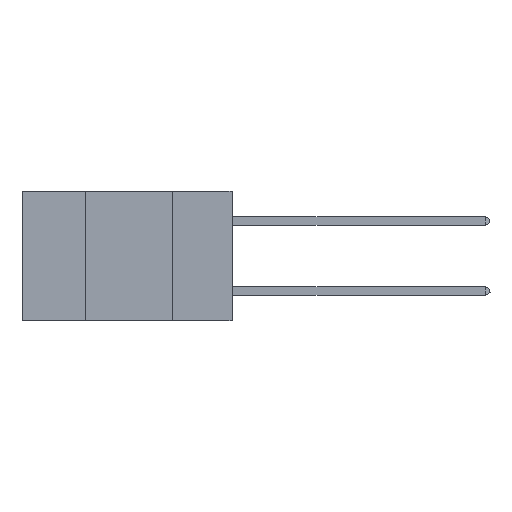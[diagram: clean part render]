
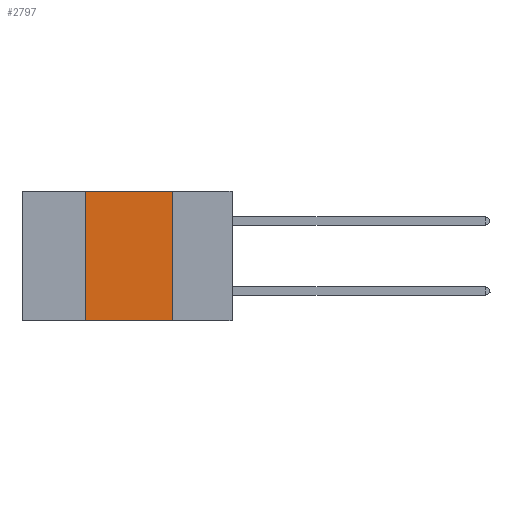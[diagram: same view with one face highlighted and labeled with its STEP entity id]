
A CAD part, left-side view. The second image highlights one B-rep face of the part: STEP entity #2797.
In plain terms, the highlighted planar face has unit normal (-1, 0, 0).
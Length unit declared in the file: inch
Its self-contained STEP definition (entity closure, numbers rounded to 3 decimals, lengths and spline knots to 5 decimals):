
#478 = EDGE_CURVE ( 'NONE', #17331, #17832, #1628, .T. ) ;
#997 = VECTOR ( 'NONE', #26299, 39.37008 ) ;
#1628 = LINE ( 'NONE', #18032, #997 ) ;
#2797 = ADVANCED_FACE ( 'NONE', ( #9533 ), #8294, .F. ) ;
#3479 = ORIENTED_EDGE ( 'NONE', *, *, #478, .F. ) ;
#4207 = ORIENTED_EDGE ( 'NONE', *, *, #14675, .F. ) ;
#5403 = VECTOR ( 'NONE', #15428, 39.37008 ) ;
#5780 = CARTESIAN_POINT ( 'NONE',  ( 0., 0.17, -0.37 ) ) ;
#6971 = VECTOR ( 'NONE', #15798, 39.37008 ) ;
#7161 = EDGE_LOOP ( 'NONE', ( #3479, #23623, #4207, #23564 ) ) ;
#7911 = LINE ( 'NONE', #13727, #6971 ) ;
#8294 = PLANE ( 'NONE',  #13486 ) ;
#9533 = FACE_OUTER_BOUND ( 'NONE', #7161, .T. ) ;
#12501 = DIRECTION ( 'NONE',  ( 1., 0., 0. ) ) ;
#12565 = EDGE_CURVE ( 'NONE', #17317, #17331, #22752, .T. ) ;
#13486 = AXIS2_PLACEMENT_3D ( 'NONE', #22669, #12501, #21114 ) ;
#13727 = CARTESIAN_POINT ( 'NONE',  ( 0., 0.42, 0. ) ) ;
#14101 = VECTOR ( 'NONE', #25282, 39.37008 ) ;
#14675 = EDGE_CURVE ( 'NONE', #25372, #17317, #7911, .T. ) ;
#15428 = DIRECTION ( 'NONE',  ( 0., -1., 0. ) ) ;
#15798 = DIRECTION ( 'NONE',  ( 0., 0., 1. ) ) ;
#16138 = CARTESIAN_POINT ( 'NONE',  ( 0., 0.17, 0. ) ) ;
#16707 = LINE ( 'NONE', #25100, #14101 ) ;
#17317 = VERTEX_POINT ( 'NONE', #22254 ) ;
#17331 = VERTEX_POINT ( 'NONE', #16138 ) ;
#17832 = VERTEX_POINT ( 'NONE', #5780 ) ;
#18032 = CARTESIAN_POINT ( 'NONE',  ( 0., 0.17, 0. ) ) ;
#19502 = EDGE_CURVE ( 'NONE', #25372, #17832, #16707, .T. ) ;
#19653 = CARTESIAN_POINT ( 'NONE',  ( 0., 0.6, 0. ) ) ;
#21114 = DIRECTION ( 'NONE',  ( 0., 0., -1. ) ) ;
#22254 = CARTESIAN_POINT ( 'NONE',  ( 0., 0.42, 0. ) ) ;
#22669 = CARTESIAN_POINT ( 'NONE',  ( 0., 0.6, 0. ) ) ;
#22752 = LINE ( 'NONE', #19653, #5403 ) ;
#23564 = ORIENTED_EDGE ( 'NONE', *, *, #19502, .T. ) ;
#23623 = ORIENTED_EDGE ( 'NONE', *, *, #12565, .F. ) ;
#25100 = CARTESIAN_POINT ( 'NONE',  ( 0., 0.6, -0.37 ) ) ;
#25282 = DIRECTION ( 'NONE',  ( 0., -1., 0. ) ) ;
#25372 = VERTEX_POINT ( 'NONE', #26126 ) ;
#26126 = CARTESIAN_POINT ( 'NONE',  ( 0., 0.42, -0.37 ) ) ;
#26299 = DIRECTION ( 'NONE',  ( 0., 0., -1. ) ) ;
